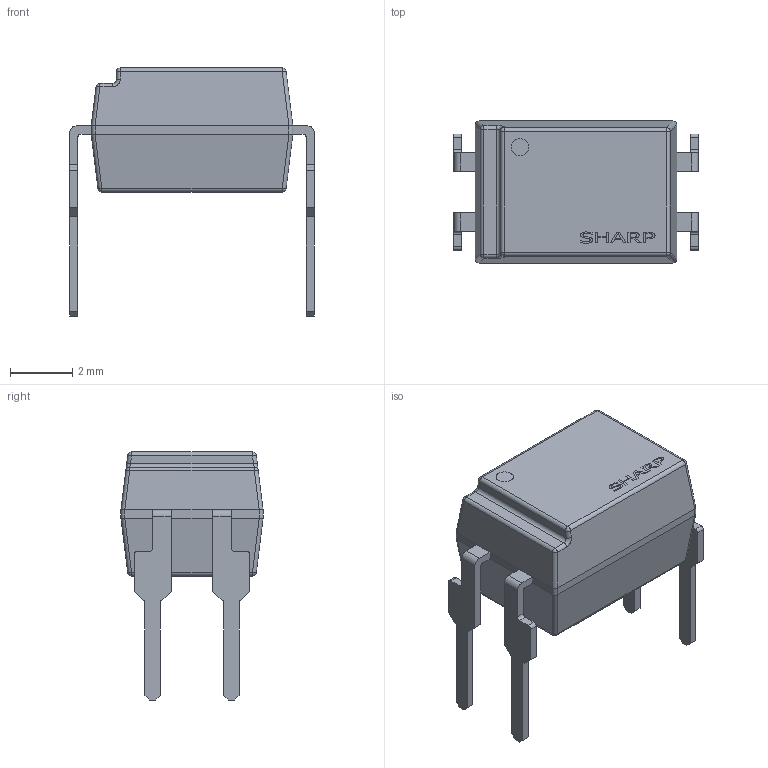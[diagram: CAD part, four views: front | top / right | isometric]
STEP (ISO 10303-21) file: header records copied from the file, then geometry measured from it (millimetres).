
FILE_DESCRIPTION(/* description */ (''),/* implementation_level */ '2;1');
FILE_NAME(/* name */ '1.stp',/* time_stamp */ '2020-05-16T11:00:34+02:00',/* author */ ('k'),/* organization */ (''),/* preprocessor_version */ 'ST-DEVELOPER v15.6',/* originating_system */ 'Autodesk Inventor 2015',/* authorisation */ '');
FILE_SCHEMA (('AUTOMOTIVE_DESIGN { 1 0 10303 214 3 1 1 }'));
Length unit declared in the file: millimetre
Products named in the file (4): 1; 2; 3
Bounding box: 7.88 x 4.58 x 8 mm (x, y, z)
Volume: 113 mm3; surface area: 184.3 mm2
Topology: 11 solids, 11 shells, 232 faces, 596 edges, 386 vertices
Faces by surface type: plane 146, cylinder 43, bspline 33, sphere 10
Full cylindrical faces by diameter (mm): 0.559 x1
Entity records: 7271 total; most frequent: CARTESIAN_POINT 1671, ORIENTED_EDGE 1190, DIRECTION 1041, EDGE_CURVE 595, LINE 437, VECTOR 437, VERTEX_POINT 386, AXIS2_PLACEMENT_3D 302
